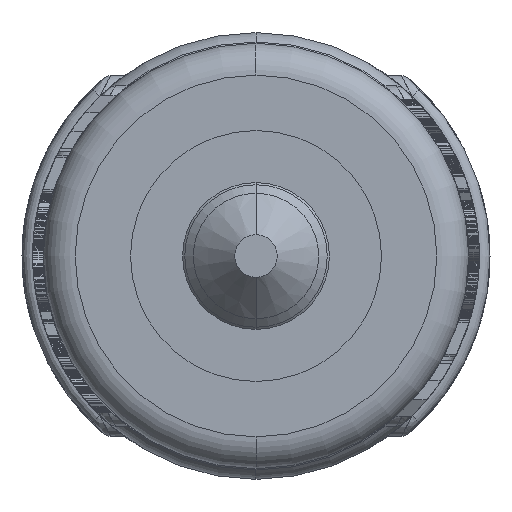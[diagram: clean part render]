
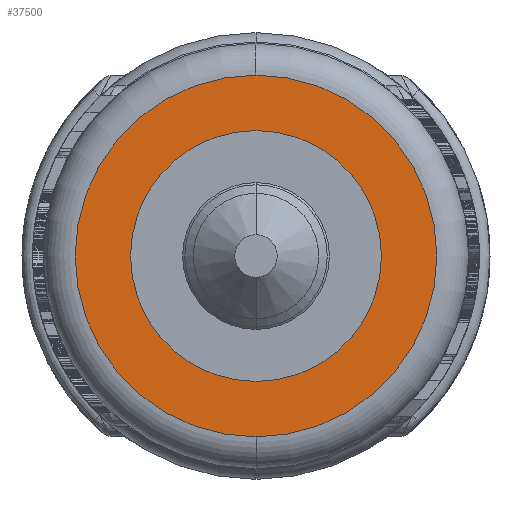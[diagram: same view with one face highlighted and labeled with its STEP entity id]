
A CAD part, front view. The second image highlights one B-rep face of the part: STEP entity #37500.
In plain terms, the highlighted face is planar.
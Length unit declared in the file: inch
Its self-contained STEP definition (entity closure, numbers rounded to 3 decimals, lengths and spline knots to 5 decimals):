
#28989 = CARTESIAN_POINT ( 'NONE',  ( 0.17, 0., 0. ) ) ;
#29035 = CARTESIAN_POINT ( 'NONE',  ( -0.17, 0., 0. ) ) ;
#29156 = DIRECTION ( 'NONE',  ( -1., 0., 0. ) ) ;
#29157 = DIRECTION ( 'NONE',  ( 0., 0., 1. ) ) ;
#29158 = CARTESIAN_POINT ( 'NONE',  ( 0., 0., 0. ) ) ;
#29176 = AXIS2_PLACEMENT_3D ( 'NONE', #29158, #29157, #29156 ) ;
#29185 = CIRCLE ( 'NONE', #29176, 0.17 ) ;
#37465 = EDGE_LOOP ( 'NONE', ( #37478, #37505 ) ) ;
#37477 = EDGE_CURVE ( 'NONE', #46337, #46336, #70205, .T. ) ;
#37478 = ORIENTED_EDGE ( 'NONE', *, *, #37477, .T. ) ;
#37500 = ADVANCED_FACE ( 'NONE', ( #70177 ), #70228, .F. ) ;
#37505 = ORIENTED_EDGE ( 'NONE', *, *, #46367, .T. ) ;
#46336 = VERTEX_POINT ( 'NONE', #28989 ) ;
#46337 = VERTEX_POINT ( 'NONE', #29035 ) ;
#46367 = EDGE_CURVE ( 'NONE', #46336, #46337, #29185, .T. ) ;
#70177 = FACE_OUTER_BOUND ( 'NONE', #37465, .T. ) ;
#70195 = DIRECTION ( 'NONE',  ( -1., 0., 0. ) ) ;
#70196 = DIRECTION ( 'NONE',  ( 0., 0., 1. ) ) ;
#70197 = CARTESIAN_POINT ( 'NONE',  ( 0., 0., 0. ) ) ;
#70205 = CIRCLE ( 'NONE', #70209, 0.17 ) ;
#70209 = AXIS2_PLACEMENT_3D ( 'NONE', #70197, #70196, #70195 ) ;
#70220 = DIRECTION ( 'NONE',  ( -1., 0., 0. ) ) ;
#70221 = DIRECTION ( 'NONE',  ( 0., 0., -1. ) ) ;
#70222 = CARTESIAN_POINT ( 'NONE',  ( 0.2, 0., 0. ) ) ;
#70225 = AXIS2_PLACEMENT_3D ( 'NONE', #70222, #70221, #70220 ) ;
#70228 = PLANE ( 'NONE',  #70225 ) ;
